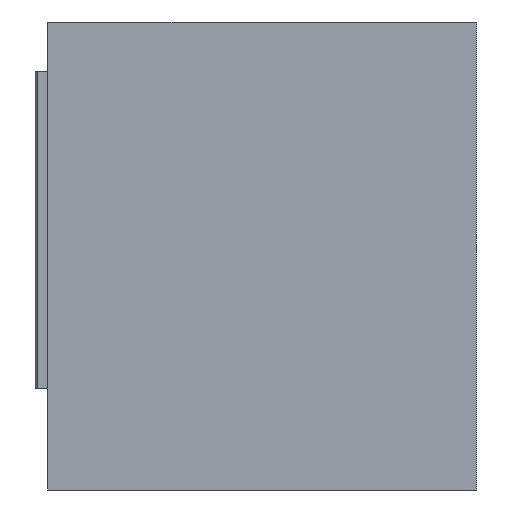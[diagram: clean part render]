
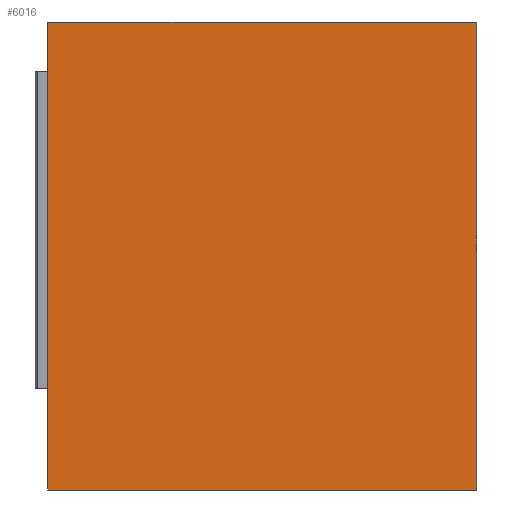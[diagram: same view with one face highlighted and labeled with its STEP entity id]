
A CAD part, left-side view. The second image highlights one B-rep face of the part: STEP entity #6016.
In plain terms, the highlighted planar face has unit normal (-1, 0, 0).
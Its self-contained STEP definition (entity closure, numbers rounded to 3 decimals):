
#438 = EDGE_CURVE ( 'NONE', #1755, #4925, #2012, .T. ) ;
#501 = DIRECTION ( 'NONE',  ( 0., 0., -1. ) ) ;
#895 = VECTOR ( 'NONE', #1495, 1000. ) ;
#1425 = EDGE_CURVE ( 'NONE', #4925, #6630, #2599, .T. ) ;
#1495 = DIRECTION ( 'NONE',  ( 0., 0., -1. ) ) ;
#1515 = CARTESIAN_POINT ( 'NONE',  ( 6.5, 261.373, 278. ) ) ;
#1584 = ORIENTED_EDGE ( 'NONE', *, *, #1614, .T. ) ;
#1614 = EDGE_CURVE ( 'NONE', #7206, #6630, #3287, .T. ) ;
#1630 = ORIENTED_EDGE ( 'NONE', *, *, #438, .F. ) ;
#1639 = CARTESIAN_POINT ( 'NONE',  ( 6.5, 261.373, 278. ) ) ;
#1755 = VERTEX_POINT ( 'NONE', #5096 ) ;
#2012 = LINE ( 'NONE', #4239, #895 ) ;
#2565 = DIRECTION ( 'NONE',  ( 0., 1., 0. ) ) ;
#2599 = LINE ( 'NONE', #4811, #5458 ) ;
#2845 = AXIS2_PLACEMENT_3D ( 'NONE', #6313, #5181, #6652 ) ;
#2862 = EDGE_LOOP ( 'NONE', ( #3811, #1630, #5090, #1584 ) ) ;
#2975 = LINE ( 'NONE', #3082, #2986 ) ;
#2986 = VECTOR ( 'NONE', #3156, 1000. ) ;
#3082 = CARTESIAN_POINT ( 'NONE',  ( 6.5, 0., 278. ) ) ;
#3156 = DIRECTION ( 'NONE',  ( 0., 1., 0. ) ) ;
#3287 = LINE ( 'NONE', #1639, #5808 ) ;
#3791 = EDGE_CURVE ( 'NONE', #1755, #7206, #2975, .T. ) ;
#3811 = ORIENTED_EDGE ( 'NONE', *, *, #1425, .F. ) ;
#4239 = CARTESIAN_POINT ( 'NONE',  ( 6.5, 6.573, 278. ) ) ;
#4331 = FACE_OUTER_BOUND ( 'NONE', #2862, .T. ) ;
#4811 = CARTESIAN_POINT ( 'NONE',  ( 6.5, 0., 0. ) ) ;
#4925 = VERTEX_POINT ( 'NONE', #6817 ) ;
#5090 = ORIENTED_EDGE ( 'NONE', *, *, #3791, .T. ) ;
#5096 = CARTESIAN_POINT ( 'NONE',  ( 6.5, 6.573, 278. ) ) ;
#5181 = DIRECTION ( 'NONE',  ( -1., 0., 0. ) ) ;
#5458 = VECTOR ( 'NONE', #2565, 1000. ) ;
#5808 = VECTOR ( 'NONE', #501, 1000. ) ;
#6016 = ADVANCED_FACE ( 'NONE', ( #4331 ), #6543, .T. ) ;
#6313 = CARTESIAN_POINT ( 'NONE',  ( 6.5, 0., 278. ) ) ;
#6543 = PLANE ( 'NONE',  #2845 ) ;
#6630 = VERTEX_POINT ( 'NONE', #6958 ) ;
#6652 = DIRECTION ( 'NONE',  ( 0., 0., 1. ) ) ;
#6817 = CARTESIAN_POINT ( 'NONE',  ( 6.5, 6.573, 0. ) ) ;
#6958 = CARTESIAN_POINT ( 'NONE',  ( 6.5, 261.373, 0. ) ) ;
#7206 = VERTEX_POINT ( 'NONE', #1515 ) ;
